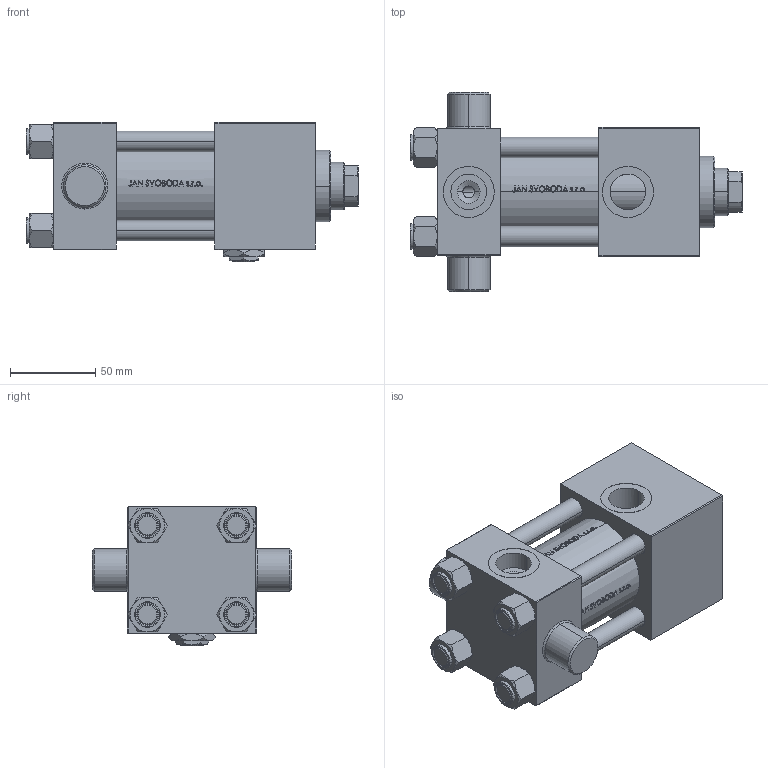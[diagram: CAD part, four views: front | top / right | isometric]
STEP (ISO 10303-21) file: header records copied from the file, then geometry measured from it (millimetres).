
FILE_DESCRIPTION (( 'STEP AP203' ), '1' );
FILE_NAME ('ea03.STEP', '2026-02-20T07:07:41', ( '' ), ( '' ), 'SwSTEP 2.0', 'SolidWorks 2019', '' );
FILE_SCHEMA (( 'CONFIG_CONTROL_DESIGN' ));
Length unit declared in the file: millimetre
Products named in the file (7): ea03; V215CR_L_Body da626b389e992437d0af1b5d46247005; NUT_M5_L da626b389e992437d0af1b5d46247005; V215_VC_A da626b389e992437d0af1b5d46247005; Zatka_pro_OIL_PORT da626b389e992437d0af1b5d46247005; V215CR_VCP_L da626b389e992437d0af1b5d46247005; V215CR_L_TYCINKA da626b389e992437d0af1b5d46247005
Assembly tree (12 placements, depth 2):
  ea03
    V215CR_L_Body da626b389e992437d0af1b5d46247005
    V215CR_VCP_L da626b389e992437d0af1b5d46247005
    V215CR_L_TYCINKA da626b389e992437d0af1b5d46247005  x4
    NUT_M5_L da626b389e992437d0af1b5d46247005  x4
    V215_VC_A da626b389e992437d0af1b5d46247005
    Zatka_pro_OIL_PORT da626b389e992437d0af1b5d46247005
Bounding box: 195 x 117 x 82 mm (x, y, z)
Volume: 698968.9 mm3; surface area: 151185.6 mm2
Topology: 12 solids, 12 shells, 1119 faces, 2817 edges, 1807 vertices
Faces by surface type: plane 451, bspline 380, cone 152, cylinder 124, torus 12
Entity records: 48442 total; most frequent: CARTESIAN_POINT 26175, ORIENTED_EDGE 5126, DIRECTION 3141, EDGE_CURVE 2563, VERTEX_POINT 1663, VECTOR 1303, LINE 1303, EDGE_LOOP 1098
